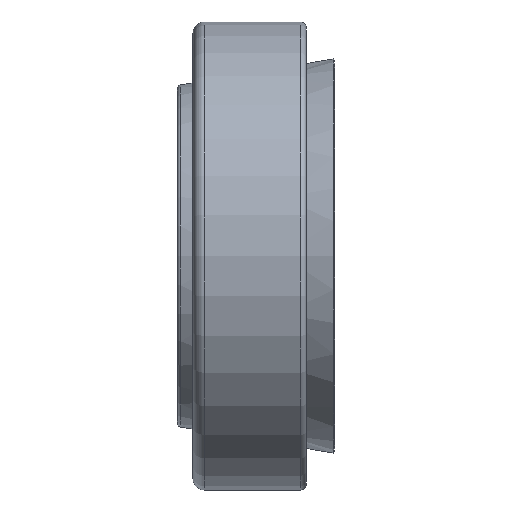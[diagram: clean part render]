
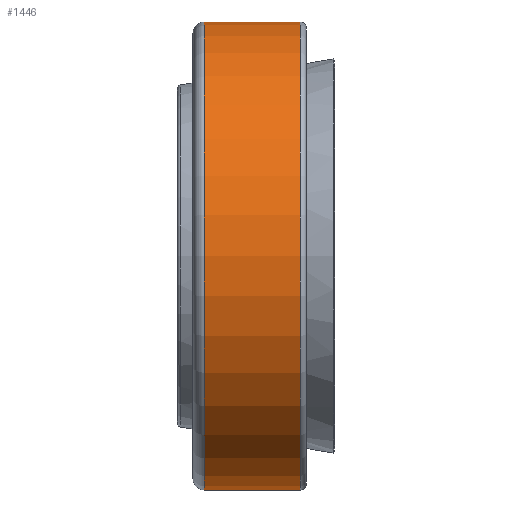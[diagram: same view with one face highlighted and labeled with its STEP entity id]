
A CAD part, top view. The second image highlights one B-rep face of the part: STEP entity #1446.
In plain terms, the highlighted cylindrical face has radius 31 mm (diameter 62 mm), a partial arc.
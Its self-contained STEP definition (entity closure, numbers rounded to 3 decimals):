
#1446=ADVANCED_FACE('',(#2897),#2898,.T.);
#2897=FACE_OUTER_BOUND('',#4355,.T.);
#2898=CYLINDRICAL_SURFACE('',#4356,31.0);
#4355=EDGE_LOOP('',(#8406,#8407,#8408,#8409));
#4356=AXIS2_PLACEMENT_3D('',#8410,#8411,#8412);
#8406=ORIENTED_EDGE('',*,*,#9327,.T.);
#8407=ORIENTED_EDGE('',*,*,#10007,.F.);
#8408=ORIENTED_EDGE('',*,*,#9329,.T.);
#8409=ORIENTED_EDGE('',*,*,#10005,.T.);
#8410=CARTESIAN_POINT('',(6.63,0.0,0.0));
#8411=DIRECTION('',(1.0,0.0,0.0));
#8412=DIRECTION('',(0.0,1.0,0.));
#9327=EDGE_CURVE('',#11325,#11316,#11326,.T.);
#9329=EDGE_CURVE('',#11319,#11327,#11329,.T.);
#10005=EDGE_CURVE('',#11327,#11325,#12331,.T.);
#10007=EDGE_CURVE('',#11319,#11316,#12333,.T.);
#11316=VERTEX_POINT('',#14140);
#11319=VERTEX_POINT('',#14143);
#11325=VERTEX_POINT('',#14149);
#11326=LINE('',#14150,#14151);
#11327=VERTEX_POINT('',#14152);
#11329=LINE('',#14154,#14155);
#12331=CIRCLE('',#15607,31.0);
#12333=CIRCLE('',#15609,31.0);
#14140=CARTESIAN_POINT('',(0.27,31.0,0.));
#14143=CARTESIAN_POINT('',(0.27,-31.0,0.));
#14149=CARTESIAN_POINT('',(12.99,31.0,0.));
#14150=CARTESIAN_POINT('',(6.63,31.0,0.));
#14151=VECTOR('',#16494,1.0);
#14152=CARTESIAN_POINT('',(12.99,-31.0,0.));
#14154=CARTESIAN_POINT('',(6.63,-31.0,0.));
#14155=VECTOR('',#16498,1.0);
#15607=AXIS2_PLACEMENT_3D('',#17072,#17073,#17074);
#15609=AXIS2_PLACEMENT_3D('',#17075,#17076,#17077);
#16494=DIRECTION('',(-1.0,0.0,0.0));
#16498=DIRECTION('',(1.0,0.0,0.0));
#17072=CARTESIAN_POINT('',(12.99,0.0,0.0));
#17073=DIRECTION('',(-1.0,0.0,0.0));
#17074=DIRECTION('',(0.0,1.0,0.));
#17075=CARTESIAN_POINT('',(0.27,0.0,0.0));
#17076=DIRECTION('',(-1.0,0.0,0.0));
#17077=DIRECTION('',(0.0,1.0,0.));
